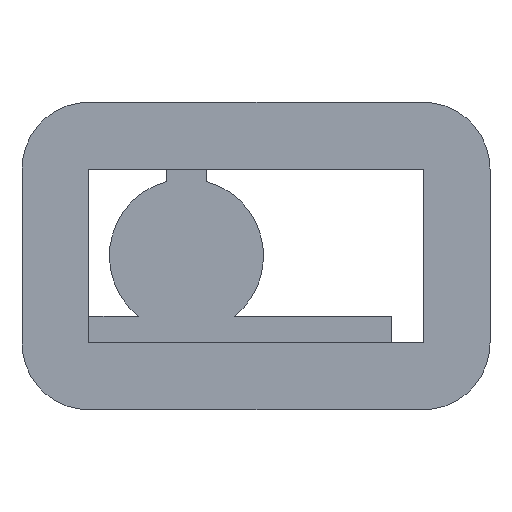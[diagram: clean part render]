
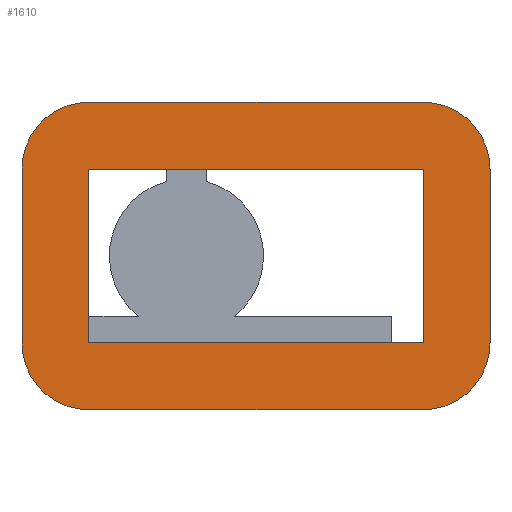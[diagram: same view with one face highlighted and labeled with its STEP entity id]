
A CAD part, left-side view. The second image highlights one B-rep face of the part: STEP entity #1610.
In plain terms, the highlighted planar face has unit normal (-1, 0, 0).
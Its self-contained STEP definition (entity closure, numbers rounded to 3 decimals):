
#63 = EDGE_CURVE ( 'NONE', #1361, #282, #1021, .T. ) ;
#70 = FACE_BOUND ( 'NONE', #407, .T. ) ;
#116 = LINE ( 'NONE', #793, #1320 ) ;
#138 = CARTESIAN_POINT ( 'NONE',  ( -8.75, -16.9, 0. ) ) ;
#144 = CARTESIAN_POINT ( 'NONE',  ( -8.75, 13.1, 0. ) ) ;
#197 = CARTESIAN_POINT ( 'NONE',  ( -8.75, 18.1, 0. ) ) ;
#213 = AXIS2_PLACEMENT_3D ( 'NONE', #296, #1394, #1047 ) ;
#215 = DIRECTION ( 'NONE',  ( 0., 0., -1. ) ) ;
#219 = CARTESIAN_POINT ( 'NONE',  ( -8.75, -11.9, 18. ) ) ;
#232 = CARTESIAN_POINT ( 'NONE',  ( -8.75, 13.1, 13. ) ) ;
#282 = VERTEX_POINT ( 'NONE', #232 ) ;
#286 = ORIENTED_EDGE ( 'NONE', *, *, #1981, .F. ) ;
#296 = CARTESIAN_POINT ( 'NONE',  ( -8.75, 13.1, 0. ) ) ;
#312 = PLANE ( 'NONE',  #1907 ) ;
#326 = CIRCLE ( 'NONE', #213, 5. ) ;
#355 = VERTEX_POINT ( 'NONE', #1475 ) ;
#375 = EDGE_CURVE ( 'NONE', #1963, #1361, #940, .T. ) ;
#380 = ORIENTED_EDGE ( 'NONE', *, *, #1534, .T. ) ;
#407 = EDGE_LOOP ( 'NONE', ( #1585, #1830, #1604, #286 ) ) ;
#421 = CARTESIAN_POINT ( 'NONE',  ( -8.75, 13.1, 13. ) ) ;
#432 = ORIENTED_EDGE ( 'NONE', *, *, #1594, .T. ) ;
#458 = CARTESIAN_POINT ( 'NONE',  ( -8.75, 13.1, 0. ) ) ;
#471 = CARTESIAN_POINT ( 'NONE',  ( -8.75, 13.1, 18. ) ) ;
#472 = VECTOR ( 'NONE', #889, 1000. ) ;
#499 = DIRECTION ( 'NONE',  ( 1., 0., 0. ) ) ;
#540 = CARTESIAN_POINT ( 'NONE',  ( -8.75, 13.1, 13. ) ) ;
#541 = CARTESIAN_POINT ( 'NONE',  ( -8.75, -11.9, 0. ) ) ;
#546 = CARTESIAN_POINT ( 'NONE',  ( -8.75, 18.1, 13. ) ) ;
#572 = CARTESIAN_POINT ( 'NONE',  ( -8.75, -16.9, -5. ) ) ;
#582 = VERTEX_POINT ( 'NONE', #144 ) ;
#604 = VECTOR ( 'NONE', #1267, 1000. ) ;
#613 = DIRECTION ( 'NONE',  ( -1., 0., 0. ) ) ;
#650 = CARTESIAN_POINT ( 'NONE',  ( -8.75, -16.9, 13. ) ) ;
#735 = EDGE_CURVE ( 'NONE', #1675, #355, #326, .T. ) ;
#751 = DIRECTION ( 'NONE',  ( 0., -1., 0. ) ) ;
#781 = FACE_OUTER_BOUND ( 'NONE', #1719, .T. ) ;
#793 = CARTESIAN_POINT ( 'NONE',  ( -8.75, 18.1, -5. ) ) ;
#835 = VERTEX_POINT ( 'NONE', #471 ) ;
#846 = EDGE_CURVE ( 'NONE', #835, #1927, #1821, .T. ) ;
#851 = DIRECTION ( 'NONE',  ( 0., 0., -1. ) ) ;
#889 = DIRECTION ( 'NONE',  ( 0., 0., -1. ) ) ;
#890 = DIRECTION ( 'NONE',  ( 0., 0., 1. ) ) ;
#901 = LINE ( 'NONE', #1509, #472 ) ;
#921 = VECTOR ( 'NONE', #890, 1000. ) ;
#934 = CARTESIAN_POINT ( 'NONE',  ( -8.75, -16.9, 18. ) ) ;
#940 = LINE ( 'NONE', #1369, #921 ) ;
#999 = LINE ( 'NONE', #421, #1073 ) ;
#1005 = LINE ( 'NONE', #458, #1813 ) ;
#1021 = LINE ( 'NONE', #1550, #604 ) ;
#1047 = DIRECTION ( 'NONE',  ( 0., 0., -1. ) ) ;
#1056 = DIRECTION ( 'NONE',  ( 0., 0., -1. ) ) ;
#1073 = VECTOR ( 'NONE', #1056, 1000. ) ;
#1183 = ORIENTED_EDGE ( 'NONE', *, *, #1822, .T. ) ;
#1222 = VERTEX_POINT ( 'NONE', #1660 ) ;
#1223 = CIRCLE ( 'NONE', #1644, 5. ) ;
#1243 = VECTOR ( 'NONE', #1655, 1000. ) ;
#1267 = DIRECTION ( 'NONE',  ( 0., 1., 0. ) ) ;
#1280 = DIRECTION ( 'NONE',  ( 0., -1., 0. ) ) ;
#1283 = ORIENTED_EDGE ( 'NONE', *, *, #846, .T. ) ;
#1320 = VECTOR ( 'NONE', #1280, 1000. ) ;
#1325 = EDGE_CURVE ( 'NONE', #1927, #1675, #901, .T. ) ;
#1332 = EDGE_CURVE ( 'NONE', #1464, #1553, #1647, .T. ) ;
#1338 = CIRCLE ( 'NONE', #1608, 5. ) ;
#1361 = VERTEX_POINT ( 'NONE', #1800 ) ;
#1369 = CARTESIAN_POINT ( 'NONE',  ( -8.75, -11.9, 12. ) ) ;
#1379 = EDGE_CURVE ( 'NONE', #1222, #1464, #1338, .T. ) ;
#1387 = CARTESIAN_POINT ( 'NONE',  ( -8.75, -11.9, 0. ) ) ;
#1394 = DIRECTION ( 'NONE',  ( -1., 0., 0. ) ) ;
#1398 = LINE ( 'NONE', #934, #1769 ) ;
#1431 = EDGE_CURVE ( 'NONE', #582, #1963, #1005, .T. ) ;
#1447 = DIRECTION ( 'NONE',  ( -1., 0., 0. ) ) ;
#1453 = CARTESIAN_POINT ( 'NONE',  ( -8.75, 15.345, 12. ) ) ;
#1459 = DIRECTION ( 'NONE',  ( -1., 0., 0. ) ) ;
#1464 = VERTEX_POINT ( 'NONE', #138 ) ;
#1470 = CARTESIAN_POINT ( 'NONE',  ( -8.75, -11.9, 13. ) ) ;
#1475 = CARTESIAN_POINT ( 'NONE',  ( -8.75, 13.1, -5. ) ) ;
#1509 = CARTESIAN_POINT ( 'NONE',  ( -8.75, 18.1, 18. ) ) ;
#1534 = EDGE_CURVE ( 'NONE', #1683, #835, #1398, .T. ) ;
#1550 = CARTESIAN_POINT ( 'NONE',  ( -8.75, -11.9, 13. ) ) ;
#1553 = VERTEX_POINT ( 'NONE', #650 ) ;
#1585 = ORIENTED_EDGE ( 'NONE', *, *, #63, .F. ) ;
#1594 = EDGE_CURVE ( 'NONE', #355, #1222, #116, .T. ) ;
#1604 = ORIENTED_EDGE ( 'NONE', *, *, #1431, .F. ) ;
#1608 = AXIS2_PLACEMENT_3D ( 'NONE', #1387, #613, #1843 ) ;
#1610 = ADVANCED_FACE ( 'NONE', ( #781, #70 ), #312, .F. ) ;
#1644 = AXIS2_PLACEMENT_3D ( 'NONE', #1470, #1447, #215 ) ;
#1647 = LINE ( 'NONE', #572, #1243 ) ;
#1655 = DIRECTION ( 'NONE',  ( 0., 0., 1. ) ) ;
#1660 = CARTESIAN_POINT ( 'NONE',  ( -8.75, -11.9, -5. ) ) ;
#1675 = VERTEX_POINT ( 'NONE', #197 ) ;
#1683 = VERTEX_POINT ( 'NONE', #219 ) ;
#1719 = EDGE_LOOP ( 'NONE', ( #432, #1888, #1946, #1183, #380, #1283, #1853, #1849 ) ) ;
#1769 = VECTOR ( 'NONE', #1867, 1000. ) ;
#1770 = AXIS2_PLACEMENT_3D ( 'NONE', #540, #1459, #851 ) ;
#1800 = CARTESIAN_POINT ( 'NONE',  ( -8.75, -11.9, 13. ) ) ;
#1813 = VECTOR ( 'NONE', #751, 1000. ) ;
#1821 = CIRCLE ( 'NONE', #1770, 5. ) ;
#1822 = EDGE_CURVE ( 'NONE', #1553, #1683, #1223, .T. ) ;
#1830 = ORIENTED_EDGE ( 'NONE', *, *, #375, .F. ) ;
#1843 = DIRECTION ( 'NONE',  ( 0., 0., -1. ) ) ;
#1849 = ORIENTED_EDGE ( 'NONE', *, *, #735, .T. ) ;
#1853 = ORIENTED_EDGE ( 'NONE', *, *, #1325, .T. ) ;
#1867 = DIRECTION ( 'NONE',  ( 0., 1., 0. ) ) ;
#1887 = DIRECTION ( 'NONE',  ( 0., 0., -1. ) ) ;
#1888 = ORIENTED_EDGE ( 'NONE', *, *, #1379, .T. ) ;
#1907 = AXIS2_PLACEMENT_3D ( 'NONE', #1453, #499, #1887 ) ;
#1927 = VERTEX_POINT ( 'NONE', #546 ) ;
#1946 = ORIENTED_EDGE ( 'NONE', *, *, #1332, .T. ) ;
#1963 = VERTEX_POINT ( 'NONE', #541 ) ;
#1981 = EDGE_CURVE ( 'NONE', #282, #582, #999, .T. ) ;
